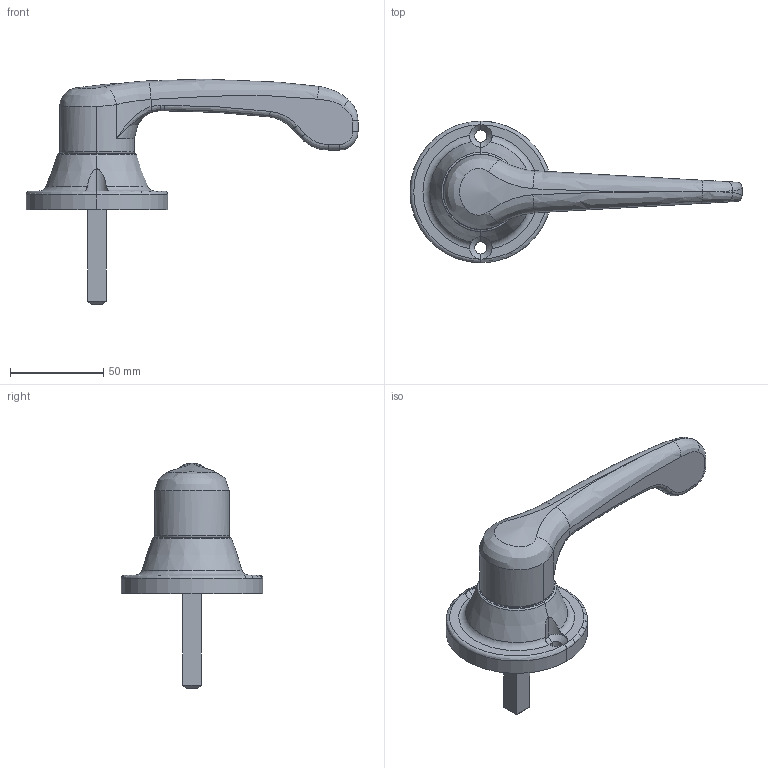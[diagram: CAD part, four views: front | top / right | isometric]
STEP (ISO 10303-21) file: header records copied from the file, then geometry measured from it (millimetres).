
FILE_DESCRIPTION (( 'STEP AP203' ), '1' );
FILE_NAME ('FA-601-F-H.STEP', '2019-10-07T01:32:11', ( '' ), ( '' ), 'SwSTEP 2.0', 'SolidWorks 2014', '' );
FILE_SCHEMA (( 'CONFIG_CONTROL_DESIGN' ));
Length unit declared in the file: millimetre
Products named in the file (5): FA-601-F-H; FA-601-F-H僗儁乕僒乕_; FA-601-F-H僴儞僪儖_; FA-601-F-H角棒_; FA-601-F-H儀乕僗_
Assembly tree (4 placements, depth 2):
  FA-601-F-H
    FA-601-F-H儀乕僗_
    FA-601-F-H僴儞僪儖_
    FA-601-F-H僗儁乕僒乕_
    FA-601-F-H角棒_
Bounding box: 178 x 76 x 121 mm (x, y, z)
Volume: 146897.2 mm3; surface area: 49123.5 mm2
Topology: 4 solids, 4 shells, 341 faces, 820 edges, 479 vertices
Faces by surface type: cylinder 95, bspline 77, plane 67, torus 64, cone 34, sphere 4
Entity records: 13536 total; most frequent: CARTESIAN_POINT 5641, ORIENTED_EDGE 1612, DIRECTION 1520, EDGE_CURVE 806, AXIS2_PLACEMENT_3D 651, VERTEX_POINT 479, CIRCLE 380, EDGE_LOOP 353
